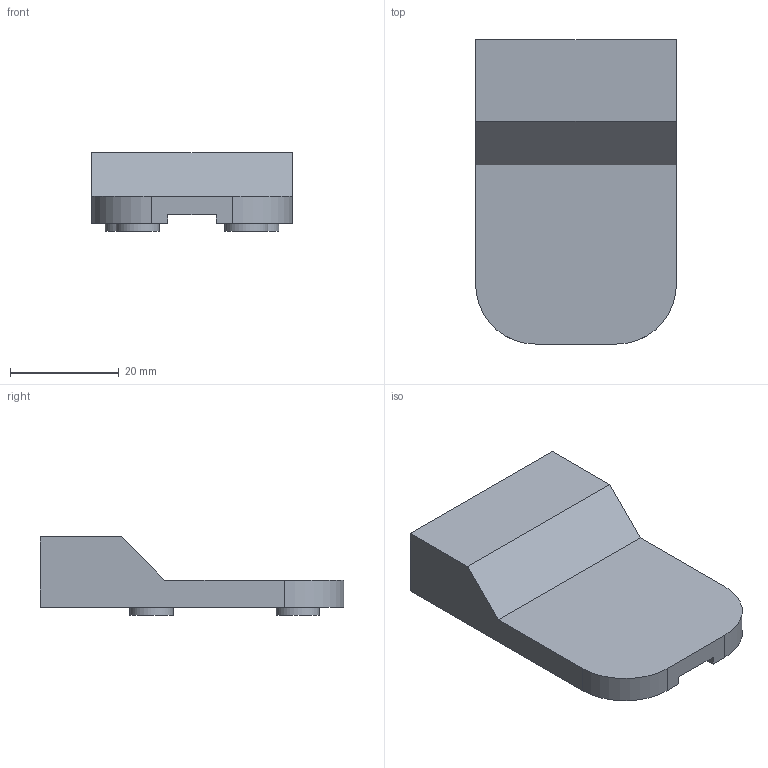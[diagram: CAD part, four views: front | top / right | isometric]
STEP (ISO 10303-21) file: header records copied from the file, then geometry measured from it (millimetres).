
FILE_DESCRIPTION(/* description */ (''),/* implementation_level */ '2;1');
FILE_NAME(/* name */ 'housing_upper.step',/* time_stamp */ '2021-07-26T15:35:32+02:00',/* author */ (''),/* organization */ (''),/* preprocessor_version */ 'ST-DEVELOPER v18.1',/* originating_system */ 'Autodesk Translation Framework v10.9.0.1377',/* authorisation */ '');
FILE_SCHEMA (('AUTOMOTIVE_DESIGN { 1 0 10303 214 3 1 1 }'));
Length unit declared in the file: millimetre
Products named in the file (1): housing_upper
Bounding box: 37 x 56 x 14.5 mm (x, y, z)
Volume: 6893.9 mm3; surface area: 7068.9 mm2
Topology: 3 solids, 3 shells, 53 faces, 129 edges, 86 vertices
Faces by surface type: plane 39, cylinder 14
Full cylindrical faces by diameter (mm): 4 x6, 8 x4
Entity records: 1594 total; most frequent: DIRECTION 269, CARTESIAN_POINT 269, ORIENTED_EDGE 258, EDGE_CURVE 129, LINE 97, VECTOR 97, VERTEX_POINT 86, AXIS2_PLACEMENT_3D 86
